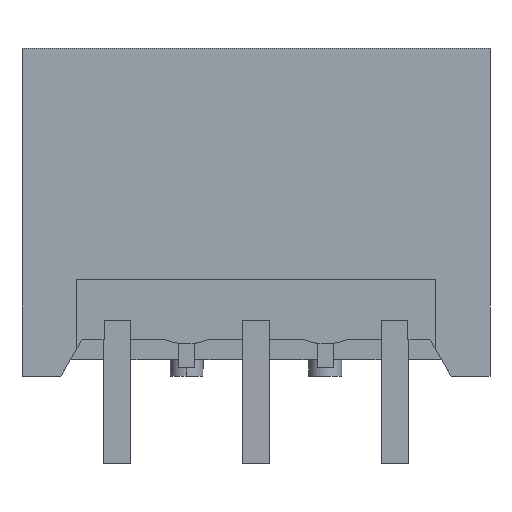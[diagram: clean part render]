
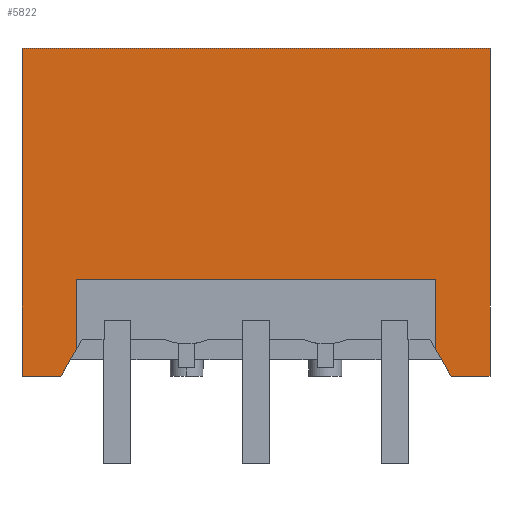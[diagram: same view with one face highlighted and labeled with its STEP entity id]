
A CAD part, front view. The second image highlights one B-rep face of the part: STEP entity #5822.
In plain terms, the highlighted planar face has unit normal (0, -1, 0).
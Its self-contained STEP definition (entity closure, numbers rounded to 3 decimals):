
#5802=AXIS2_PLACEMENT_3D('Plane Axis2P3D',#5799,#5800,#5801) ;
#41=CARTESIAN_POINT('Vertex',(0.,0.,15.2)) ;
#57=CARTESIAN_POINT('Vertex',(0.,0.,3.2)) ;
#60=CARTESIAN_POINT('Line Origine',(0.,0.,9.2)) ;
#85=CARTESIAN_POINT('Line Origine',(8.57,0.,15.2)) ;
#89=CARTESIAN_POINT('Vertex',(17.14,0.,15.2)) ;
#915=CARTESIAN_POINT('Vertex',(15.717,0.,3.2)) ;
#918=CARTESIAN_POINT('Line Origine',(15.433,0.,3.691)) ;
#922=CARTESIAN_POINT('Vertex',(15.15,0.,4.181)) ;
#958=CARTESIAN_POINT('Line Origine',(16.615,0.,3.2)) ;
#962=CARTESIAN_POINT('Vertex',(17.14,0.,3.2)) ;
#964=CARTESIAN_POINT('Vertex',(16.09,0.,3.2)) ;
#967=CARTESIAN_POINT('Line Origine',(15.903,0.,3.2)) ;
#1267=CARTESIAN_POINT('Line Origine',(15.15,0.,5.466)) ;
#1271=CARTESIAN_POINT('Vertex',(15.15,0.,6.75)) ;
#1664=CARTESIAN_POINT('Line Origine',(8.57,0.,6.75)) ;
#1668=CARTESIAN_POINT('Vertex',(1.99,0.,6.75)) ;
#4633=CARTESIAN_POINT('Line Origine',(1.99,0.,5.466)) ;
#4637=CARTESIAN_POINT('Vertex',(1.99,0.,4.181)) ;
#4911=CARTESIAN_POINT('Line Origine',(1.707,0.,3.691)) ;
#4915=CARTESIAN_POINT('Vertex',(1.423,0.,3.2)) ;
#5786=CARTESIAN_POINT('Line Origine',(17.14,0.,9.2)) ;
#5799=CARTESIAN_POINT('Axis2P3D Location',(-4.03,0.,3.2)) ;
#5804=CARTESIAN_POINT('Line Origine',(0.712,0.,3.2)) ;
#61=DIRECTION('Vector Direction',(0.,0.,-1.)) ;
#86=DIRECTION('Vector Direction',(-1.,0.,0.)) ;
#919=DIRECTION('Vector Direction',(-0.5,0.,0.866)) ;
#959=DIRECTION('Vector Direction',(-1.,0.,0.)) ;
#968=DIRECTION('Vector Direction',(1.,0.,0.)) ;
#1268=DIRECTION('Vector Direction',(0.,0.,1.)) ;
#1665=DIRECTION('Vector Direction',(-1.,0.,0.)) ;
#4634=DIRECTION('Vector Direction',(0.,0.,-1.)) ;
#4912=DIRECTION('Vector Direction',(-0.5,0.,-0.866)) ;
#5787=DIRECTION('Vector Direction',(0.,0.,-1.)) ;
#5800=DIRECTION('Axis2P3D Direction',(0.,1.,0.)) ;
#5801=DIRECTION('Axis2P3D XDirection',(0.,0.,-1.)) ;
#5805=DIRECTION('Vector Direction',(1.,0.,0.)) ;
#62=VECTOR('Line Direction',#61,1.) ;
#87=VECTOR('Line Direction',#86,1.) ;
#920=VECTOR('Line Direction',#919,1.) ;
#960=VECTOR('Line Direction',#959,1.) ;
#969=VECTOR('Line Direction',#968,1.) ;
#1269=VECTOR('Line Direction',#1268,1.) ;
#1666=VECTOR('Line Direction',#1665,1.) ;
#4635=VECTOR('Line Direction',#4634,1.) ;
#4913=VECTOR('Line Direction',#4912,1.) ;
#5788=VECTOR('Line Direction',#5787,1.) ;
#5806=VECTOR('Line Direction',#5805,1.) ;
#5810=ORIENTED_EDGE('',*,*,#91,.T.) ;
#5811=ORIENTED_EDGE('',*,*,#64,.T.) ;
#5812=ORIENTED_EDGE('',*,*,#5808,.T.) ;
#5813=ORIENTED_EDGE('',*,*,#4917,.F.) ;
#5814=ORIENTED_EDGE('',*,*,#4639,.F.) ;
#5815=ORIENTED_EDGE('',*,*,#1670,.F.) ;
#5816=ORIENTED_EDGE('',*,*,#1273,.F.) ;
#5817=ORIENTED_EDGE('',*,*,#924,.F.) ;
#5818=ORIENTED_EDGE('',*,*,#971,.T.) ;
#5819=ORIENTED_EDGE('',*,*,#966,.F.) ;
#5820=ORIENTED_EDGE('',*,*,#5790,.F.) ;
#5822=ADVANCED_FACE('Body',(#5821),#5803,.F.) ;
#64=EDGE_CURVE('',#42,#58,#63,.T.) ;
#91=EDGE_CURVE('',#90,#42,#88,.T.) ;
#924=EDGE_CURVE('',#916,#923,#921,.T.) ;
#966=EDGE_CURVE('',#963,#965,#961,.T.) ;
#971=EDGE_CURVE('',#916,#965,#970,.T.) ;
#1273=EDGE_CURVE('',#923,#1272,#1270,.T.) ;
#1670=EDGE_CURVE('',#1272,#1669,#1667,.T.) ;
#4639=EDGE_CURVE('',#1669,#4638,#4636,.T.) ;
#4917=EDGE_CURVE('',#4638,#4916,#4914,.T.) ;
#5790=EDGE_CURVE('',#90,#963,#5789,.T.) ;
#5808=EDGE_CURVE('',#58,#4916,#5807,.T.) ;
#5809=EDGE_LOOP('',(#5810,#5811,#5812,#5813,#5814,#5815,#5816,#5817,#5818,#5819,#5820)) ;
#5821=FACE_OUTER_BOUND('',#5809,.T.) ;
#63=LINE('Line',#60,#62) ;
#88=LINE('Line',#85,#87) ;
#921=LINE('Line',#918,#920) ;
#961=LINE('Line',#958,#960) ;
#970=LINE('Line',#967,#969) ;
#1270=LINE('Line',#1267,#1269) ;
#1667=LINE('Line',#1664,#1666) ;
#4636=LINE('Line',#4633,#4635) ;
#4914=LINE('Line',#4911,#4913) ;
#5789=LINE('Line',#5786,#5788) ;
#5807=LINE('Line',#5804,#5806) ;
#5803=PLANE('',#5802) ;
#42=VERTEX_POINT('',#41) ;
#58=VERTEX_POINT('',#57) ;
#90=VERTEX_POINT('',#89) ;
#916=VERTEX_POINT('',#915) ;
#923=VERTEX_POINT('',#922) ;
#963=VERTEX_POINT('',#962) ;
#965=VERTEX_POINT('',#964) ;
#1272=VERTEX_POINT('',#1271) ;
#1669=VERTEX_POINT('',#1668) ;
#4638=VERTEX_POINT('',#4637) ;
#4916=VERTEX_POINT('',#4915) ;
